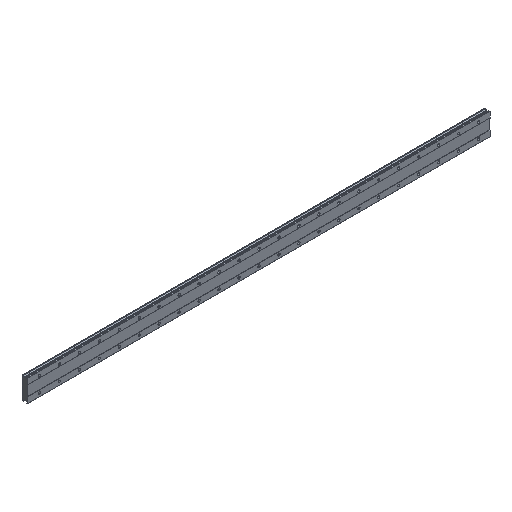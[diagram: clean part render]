
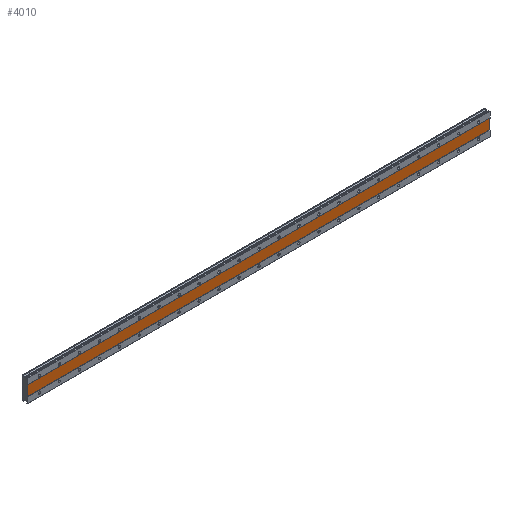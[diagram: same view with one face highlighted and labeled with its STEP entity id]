
A CAD part, isometric view. The second image highlights one B-rep face of the part: STEP entity #4010.
In plain terms, the highlighted planar face has unit normal (0, -1, 0).
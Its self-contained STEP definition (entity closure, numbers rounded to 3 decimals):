
#98 = VERTEX_POINT ( 'NONE', #1613 ) ;
#194 = EDGE_LOOP ( 'NONE', ( #7031, #3755, #3518, #1036 ) ) ;
#522 = VECTOR ( 'NONE', #5776, 1000. ) ;
#591 = CARTESIAN_POINT ( 'NONE',  ( 1805., 1., 20. ) ) ;
#812 = CARTESIAN_POINT ( 'NONE',  ( -45., 1., 20. ) ) ;
#925 = VECTOR ( 'NONE', #1687, 1000. ) ;
#1036 = ORIENTED_EDGE ( 'NONE', *, *, #3128, .F. ) ;
#1089 = VERTEX_POINT ( 'NONE', #1535 ) ;
#1118 = CARTESIAN_POINT ( 'NONE',  ( 1805., 1., 20. ) ) ;
#1158 = DIRECTION ( 'NONE',  ( 0., 0., -1. ) ) ;
#1527 = VERTEX_POINT ( 'NONE', #591 ) ;
#1535 = CARTESIAN_POINT ( 'NONE',  ( -45., 1., 20. ) ) ;
#1613 = CARTESIAN_POINT ( 'NONE',  ( 1805., 1., -20. ) ) ;
#1687 = DIRECTION ( 'NONE',  ( -1., 0., 0. ) ) ;
#2049 = DIRECTION ( 'NONE',  ( 1., 0., 0. ) ) ;
#2682 = CARTESIAN_POINT ( 'NONE',  ( 1805., 1., 20. ) ) ;
#2937 = AXIS2_PLACEMENT_3D ( 'NONE', #2682, #5258, #7794 ) ;
#3128 = EDGE_CURVE ( 'NONE', #7329, #1089, #6402, .T. ) ;
#3255 = EDGE_CURVE ( 'NONE', #98, #7329, #3532, .T. ) ;
#3518 = ORIENTED_EDGE ( 'NONE', *, *, #5237, .F. ) ;
#3532 = LINE ( 'NONE', #5411, #925 ) ;
#3755 = ORIENTED_EDGE ( 'NONE', *, *, #5943, .F. ) ;
#4010 = ADVANCED_FACE ( 'NONE', ( #4546 ), #5834, .F. ) ;
#4546 = FACE_OUTER_BOUND ( 'NONE', #194, .T. ) ;
#5237 = EDGE_CURVE ( 'NONE', #1089, #1527, #7134, .T. ) ;
#5258 = DIRECTION ( 'NONE',  ( 0., 1., 0. ) ) ;
#5411 = CARTESIAN_POINT ( 'NONE',  ( 1805., 1., -20. ) ) ;
#5776 = DIRECTION ( 'NONE',  ( 0., 0., 1. ) ) ;
#5834 = PLANE ( 'NONE',  #2937 ) ;
#5863 = CARTESIAN_POINT ( 'NONE',  ( -45., 1., -20. ) ) ;
#5943 = EDGE_CURVE ( 'NONE', #1527, #98, #7460, .T. ) ;
#6402 = LINE ( 'NONE', #812, #522 ) ;
#7031 = ORIENTED_EDGE ( 'NONE', *, *, #3255, .F. ) ;
#7134 = LINE ( 'NONE', #7798, #7843 ) ;
#7329 = VERTEX_POINT ( 'NONE', #5863 ) ;
#7460 = LINE ( 'NONE', #1118, #8156 ) ;
#7794 = DIRECTION ( 'NONE',  ( 0., 0., 1. ) ) ;
#7798 = CARTESIAN_POINT ( 'NONE',  ( 1805., 1., 20. ) ) ;
#7843 = VECTOR ( 'NONE', #2049, 1000. ) ;
#8156 = VECTOR ( 'NONE', #1158, 1000. ) ;
